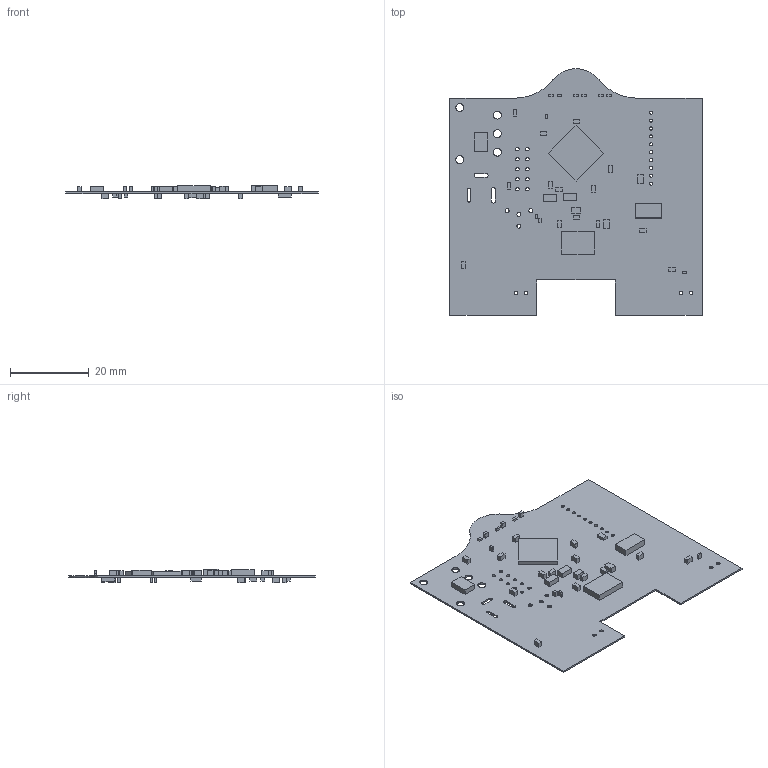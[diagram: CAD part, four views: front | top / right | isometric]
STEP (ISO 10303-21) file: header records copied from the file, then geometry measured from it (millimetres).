
FILE_DESCRIPTION(('Open CASCADE Model'),'2;1');
FILE_NAME('Open CASCADE Shape Model','2015-05-18T12:36:38',('Author'),( 'Open CASCADE'),'Open CASCADE STEP processor 6.2','Open CASCADE 6.2' ,'Unknown');
FILE_SCHEMA(('AUTOMOTIVE_DESIGN { 1 0 10303 214 1 1 1 1 }'));
Length unit declared in the file: millimetre
Products named in the file (84): PCB; Board; F1; 693673584; Extruded; C22; 693672176; C20; 693672560; C24; C27; C23; C28; U1; 693674096; C10; R17; 693674864; R16; R13; 690257888; R14; R12; Wifi; 693674992; PWR; C8; 693674224; C14; C13; U2; 693675376; C15; C17; C18; C3; C4; R1; 693675248; VR2 ...
Assembly tree (114 placements, depth 4):
  PCB
    Board
    F1
      693673584
        Extruded
    C22
      693672176
        Extruded
    C20
      693672560
        Extruded
    C24
      693672176
        Extruded
    C27
      693672560
        Extruded
    C23
      693672560
        Extruded
    C28
      693672560
        Extruded
    U1
      693674096
        Extruded
    C10
      693672176
        Extruded
    R17
      693674864
        Extruded
    R16
      693674864
        Extruded
    R13
      690257888
        Extruded
    R14
      690257888
        Extruded
    R12
      690257888
        Extruded
    Wifi
      693674992
        Extruded
    PWR
      693674992
        Extruded
    C8
      693674224
        Extruded
    C14
      693672560
        Extruded
    C13
      693672560
        Extruded
    U2
Bounding box: 64 x 62.58 x 3.4 mm (x, y, z)
Volume: 1732.9 mm3; surface area: 7973.7 mm2
Topology: 49 solids, 49 shells, 386 faces, 864 edges, 576 vertices
Faces by surface type: plane 347, cylinder 39
Full cylindrical faces by diameter (mm): 0.8 x10, 0.9 x14, 1.02 x4, 2 x5
Entity records: 14294 total; most frequent: DIRECTION 2184, CARTESIAN_POINT 2119, LINE 1320, VECTOR 1320, ORIENTED_EDGE 984, PCURVE 984, DEFINITIONAL_REPRESENTATION 984, EDGE_CURVE 492
